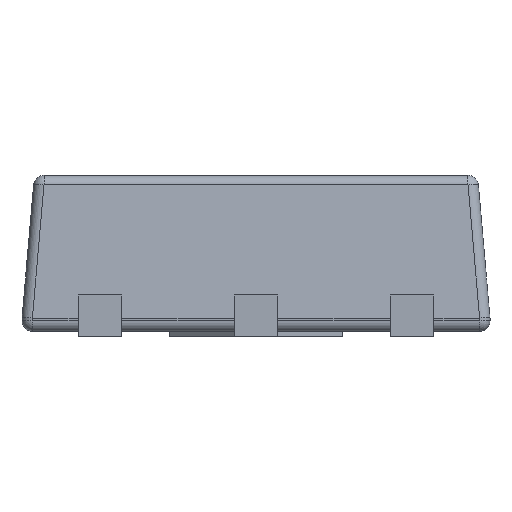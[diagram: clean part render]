
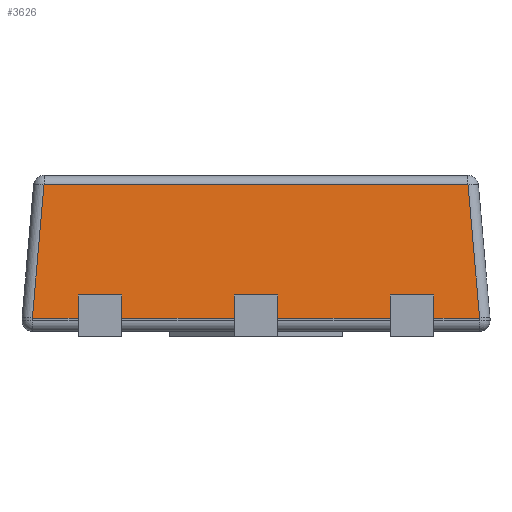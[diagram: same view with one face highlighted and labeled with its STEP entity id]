
A CAD part, left-side view. The second image highlights one B-rep face of the part: STEP entity #3626.
In plain terms, the highlighted planar face has unit normal (-0.996, 0, 0.087).
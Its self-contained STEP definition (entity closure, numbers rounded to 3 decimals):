
#254=FACE_OUTER_BOUND('',#452,.T.);
#452=EDGE_LOOP('',(#2979,#2980,#2981,#2982,#2983,#2984,#2985,#2986,#2987,
#2988,#2989,#2990,#2991,#2992,#2993,#2994,#2995,#2996));
#813=LINE('',#5478,#1259);
#822=LINE('',#5528,#1268);
#828=LINE('',#5555,#1274);
#836=LINE('',#5584,#1282);
#839=LINE('',#5590,#1285);
#847=LINE('',#5605,#1293);
#867=LINE('',#5647,#1313);
#868=LINE('',#5649,#1314);
#869=LINE('',#5651,#1315);
#870=LINE('',#5653,#1316);
#871=LINE('',#5655,#1317);
#872=LINE('',#5657,#1318);
#873=LINE('',#5659,#1319);
#874=LINE('',#5660,#1320);
#875=LINE('',#5662,#1321);
#876=LINE('',#5664,#1322);
#877=LINE('',#5666,#1323);
#878=LINE('',#5667,#1324);
#1259=VECTOR('',#4472,1.08);
#1268=VECTOR('',#4529,0.);
#1274=VECTOR('',#4559,4.077);
#1282=VECTOR('',#4597,1.29);
#1285=VECTOR('',#4602,1.29);
#1293=VECTOR('',#4616,0.);
#1313=VECTOR('',#4658,0.44);
#1314=VECTOR('',#4659,0.222);
#1315=VECTOR('',#4660,0.42);
#1316=VECTOR('',#4661,0.222);
#1317=VECTOR('',#4662,1.08);
#1318=VECTOR('',#4663,0.222);
#1319=VECTOR('',#4664,0.42);
#1320=VECTOR('',#4665,0.222);
#1321=VECTOR('',#4666,0.222);
#1322=VECTOR('',#4667,0.42);
#1323=VECTOR('',#4668,0.222);
#1324=VECTOR('',#4669,0.44);
#1605=VERTEX_POINT('',#5475);
#1606=VERTEX_POINT('',#5477);
#1622=VERTEX_POINT('',#5525);
#1623=VERTEX_POINT('',#5527);
#1626=VERTEX_POINT('',#5534);
#1631=VERTEX_POINT('',#5549);
#1640=VERTEX_POINT('',#5589);
#1643=VERTEX_POINT('',#5600);
#1655=VERTEX_POINT('',#5646);
#1656=VERTEX_POINT('',#5648);
#1657=VERTEX_POINT('',#5650);
#1658=VERTEX_POINT('',#5652);
#1659=VERTEX_POINT('',#5654);
#1660=VERTEX_POINT('',#5656);
#1661=VERTEX_POINT('',#5658);
#1662=VERTEX_POINT('',#5661);
#1663=VERTEX_POINT('',#5663);
#1664=VERTEX_POINT('',#5665);
#2029=EDGE_CURVE('',#1606,#1605,#813,.T.);
#2053=EDGE_CURVE('',#1623,#1622,#822,.T.);
#2067=EDGE_CURVE('',#1631,#1626,#828,.T.);
#2082=EDGE_CURVE('',#1623,#1631,#836,.T.);
#2085=EDGE_CURVE('',#1626,#1640,#839,.T.);
#2094=EDGE_CURVE('',#1643,#1640,#847,.T.);
#2115=EDGE_CURVE('',#1622,#1655,#867,.T.);
#2116=EDGE_CURVE('',#1656,#1655,#868,.T.);
#2117=EDGE_CURVE('',#1657,#1656,#869,.T.);
#2118=EDGE_CURVE('',#1658,#1657,#870,.T.);
#2119=EDGE_CURVE('',#1658,#1659,#871,.T.);
#2120=EDGE_CURVE('',#1660,#1659,#872,.T.);
#2121=EDGE_CURVE('',#1661,#1660,#873,.T.);
#2122=EDGE_CURVE('',#1606,#1661,#874,.T.);
#2123=EDGE_CURVE('',#1662,#1605,#875,.T.);
#2124=EDGE_CURVE('',#1663,#1662,#876,.T.);
#2125=EDGE_CURVE('',#1664,#1663,#877,.T.);
#2126=EDGE_CURVE('',#1664,#1643,#878,.T.);
#2979=ORIENTED_EDGE('',*,*,#2082,.F.);
#2980=ORIENTED_EDGE('',*,*,#2053,.T.);
#2981=ORIENTED_EDGE('',*,*,#2115,.T.);
#2982=ORIENTED_EDGE('',*,*,#2116,.F.);
#2983=ORIENTED_EDGE('',*,*,#2117,.F.);
#2984=ORIENTED_EDGE('',*,*,#2118,.F.);
#2985=ORIENTED_EDGE('',*,*,#2119,.T.);
#2986=ORIENTED_EDGE('',*,*,#2120,.F.);
#2987=ORIENTED_EDGE('',*,*,#2121,.F.);
#2988=ORIENTED_EDGE('',*,*,#2122,.F.);
#2989=ORIENTED_EDGE('',*,*,#2029,.T.);
#2990=ORIENTED_EDGE('',*,*,#2123,.F.);
#2991=ORIENTED_EDGE('',*,*,#2124,.F.);
#2992=ORIENTED_EDGE('',*,*,#2125,.F.);
#2993=ORIENTED_EDGE('',*,*,#2126,.T.);
#2994=ORIENTED_EDGE('',*,*,#2094,.T.);
#2995=ORIENTED_EDGE('',*,*,#2085,.F.);
#2996=ORIENTED_EDGE('',*,*,#2067,.F.);
#3282=PLANE('',#3851);
#3626=ADVANCED_FACE('',(#254),#3282,.T.);
#3851=AXIS2_PLACEMENT_3D('',#5645,#4656,#4657);
#4472=DIRECTION('',(0.,-1.,0.));
#4529=DIRECTION('',(0.,-1.,0.));
#4559=DIRECTION('',(0.,-1.,0.));
#4597=DIRECTION('',(0.087,-0.087,0.992));
#4602=DIRECTION('',(-0.087,-0.087,-0.992));
#4616=DIRECTION('',(0.,-1.,0.));
#4656=DIRECTION('center_axis',(-0.996,0.,
0.087));
#4657=DIRECTION('ref_axis',(0.087,0.,0.996));
#4658=DIRECTION('',(0.,-1.,0.));
#4659=DIRECTION('',(-0.087,0.,-0.996));
#4660=DIRECTION('',(0.,1.,0.));
#4661=DIRECTION('',(0.087,0.,0.996));
#4662=DIRECTION('',(0.,-1.,0.));
#4663=DIRECTION('',(-0.087,0.,-0.996));
#4664=DIRECTION('',(0.,1.,0.));
#4665=DIRECTION('',(0.087,0.,0.996));
#4666=DIRECTION('',(-0.087,0.,-0.996));
#4667=DIRECTION('',(0.,1.,0.));
#4668=DIRECTION('',(0.087,0.,0.996));
#4669=DIRECTION('',(0.,-1.,0.));
#5475=CARTESIAN_POINT('',(-1.225,-1.29,0.178));
#5477=CARTESIAN_POINT('',(-1.225,-0.21,0.178));
#5478=CARTESIAN_POINT('',(-1.225,1.125,0.178));
#5525=CARTESIAN_POINT('',(-1.225,2.15,0.178));
#5527=CARTESIAN_POINT('',(-1.225,2.15,0.178));
#5528=CARTESIAN_POINT('',(-1.225,1.125,0.178));
#5534=CARTESIAN_POINT('',(-1.113,-2.038,1.459));
#5549=CARTESIAN_POINT('',(-1.113,2.038,1.459));
#5555=CARTESIAN_POINT('',(-1.113,0.563,1.459));
#5584=CARTESIAN_POINT('',(-1.155,2.08,0.978));
#5589=CARTESIAN_POINT('',(-1.225,-2.15,0.178));
#5590=CARTESIAN_POINT('',(-1.151,-2.077,1.022));
#5600=CARTESIAN_POINT('',(-1.225,-2.15,0.178));
#5605=CARTESIAN_POINT('',(-1.225,1.125,0.178));
#5645=CARTESIAN_POINT('Origin',(-1.165,1.125,0.864));
#5646=CARTESIAN_POINT('',(-1.225,1.71,0.178));
#5647=CARTESIAN_POINT('',(-1.225,1.125,0.178));
#5648=CARTESIAN_POINT('',(-1.206,1.71,0.4));
#5649=CARTESIAN_POINT('',(-1.202,1.71,0.443));
#5650=CARTESIAN_POINT('',(-1.206,1.29,0.4));
#5651=CARTESIAN_POINT('',(-1.206,1.313,0.4));
#5652=CARTESIAN_POINT('',(-1.225,1.29,0.178));
#5653=CARTESIAN_POINT('',(-1.206,1.29,0.397));
#5654=CARTESIAN_POINT('',(-1.225,0.21,0.178));
#5655=CARTESIAN_POINT('',(-1.225,1.125,0.178));
#5656=CARTESIAN_POINT('',(-1.206,0.21,0.4));
#5657=CARTESIAN_POINT('',(-1.202,0.21,0.443));
#5658=CARTESIAN_POINT('',(-1.206,-0.21,0.4));
#5659=CARTESIAN_POINT('',(-1.206,0.563,0.4));
#5660=CARTESIAN_POINT('',(-1.206,-0.21,0.397));
#5661=CARTESIAN_POINT('',(-1.206,-1.29,0.4));
#5662=CARTESIAN_POINT('',(-1.202,-1.29,0.443));
#5663=CARTESIAN_POINT('',(-1.206,-1.71,0.4));
#5664=CARTESIAN_POINT('',(-1.206,-0.188,0.4));
#5665=CARTESIAN_POINT('',(-1.225,-1.71,0.178));
#5666=CARTESIAN_POINT('',(-1.206,-1.71,0.397));
#5667=CARTESIAN_POINT('',(-1.225,1.125,0.178));
